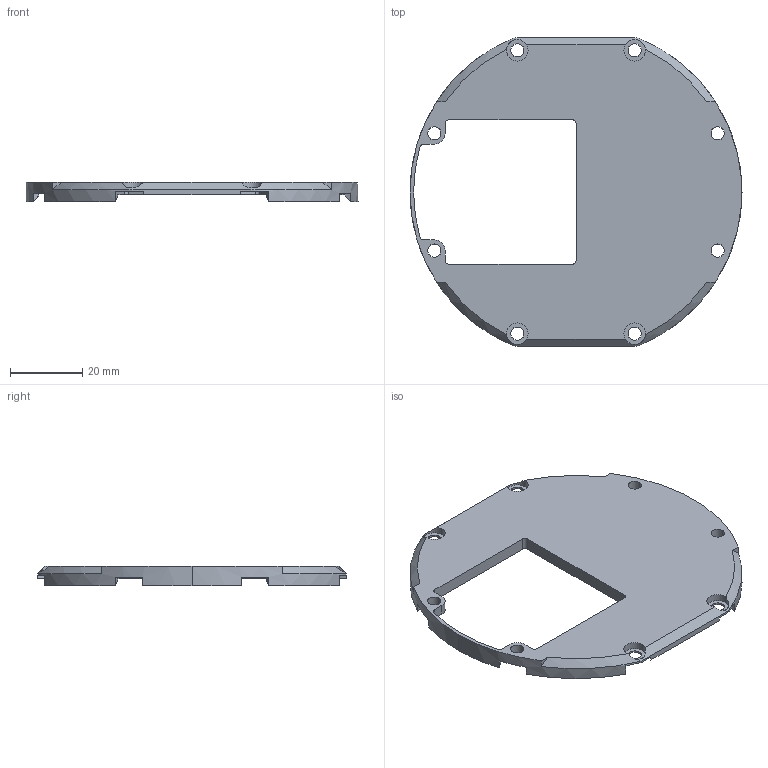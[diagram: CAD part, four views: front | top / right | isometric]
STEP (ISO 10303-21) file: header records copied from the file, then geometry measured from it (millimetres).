
FILE_DESCRIPTION (( 'STEP AP214' ), '1' );
FILE_NAME ('綴裔.STEP', '2024-08-02T14:20:27', ( '' ), ( '' ), 'SwSTEP 2.0', 'SolidWorks 2021', '' );
FILE_SCHEMA (( 'AUTOMOTIVE_DESIGN' ));
Length unit declared in the file: millimetre
Products named in the file (1): 綴裔
Bounding box: 92 x 85.53 x 5.35 mm (x, y, z)
Volume: 16144.6 mm3; surface area: 11649.1 mm2
Topology: 1 solids, 1 shells, 122 faces, 354 edges, 233 vertices
Faces by surface type: cylinder 56, plane 51, cone 15
Entity records: 4220 total; most frequent: CARTESIAN_POINT 842, DIRECTION 722, ORIENTED_EDGE 708, EDGE_CURVE 354, AXIS2_PLACEMENT_3D 271, VERTEX_POINT 233, VECTOR 180, LINE 180
